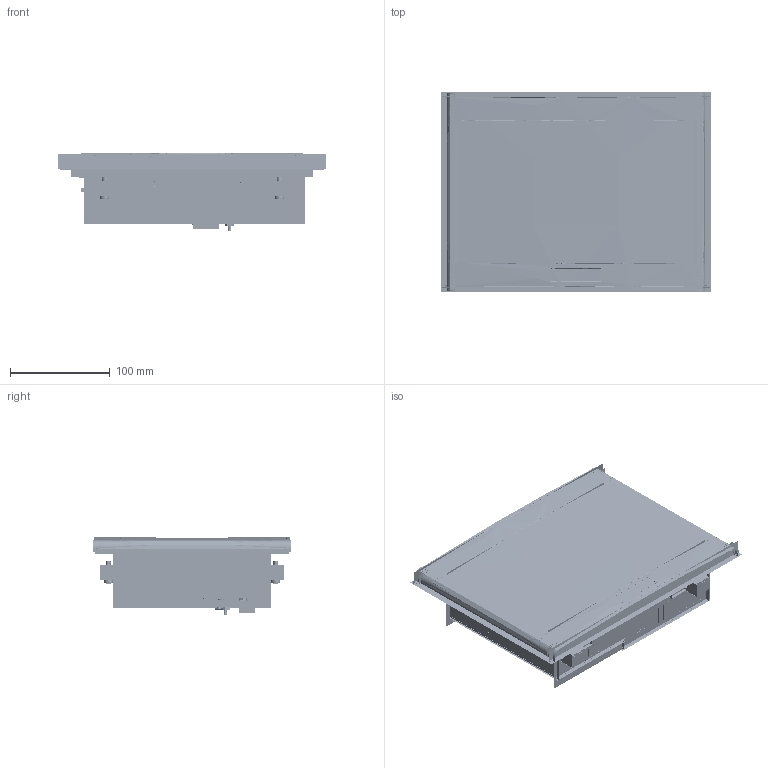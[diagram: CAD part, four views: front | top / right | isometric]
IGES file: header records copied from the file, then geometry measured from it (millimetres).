
Start section:  PTC IGES file: PA208.igs
Global section: file name: PA208.igs; native system: Pro/ENGINEER by Parametric Technology Corporation; preprocessor: 2008070; author: jb17719; organization: Unknown; date: 20091109.195508; units: inch
Bounding box: 269.56 x 200.76 x 77.82 mm (x, y, z)
Volume: 813391.8 mm3; surface area: 8277098.6 mm2
Topology: 87 solids, 89 shells, 14412 faces, 69526 edges, 84877 vertices
Faces by surface type: bspline 14412
